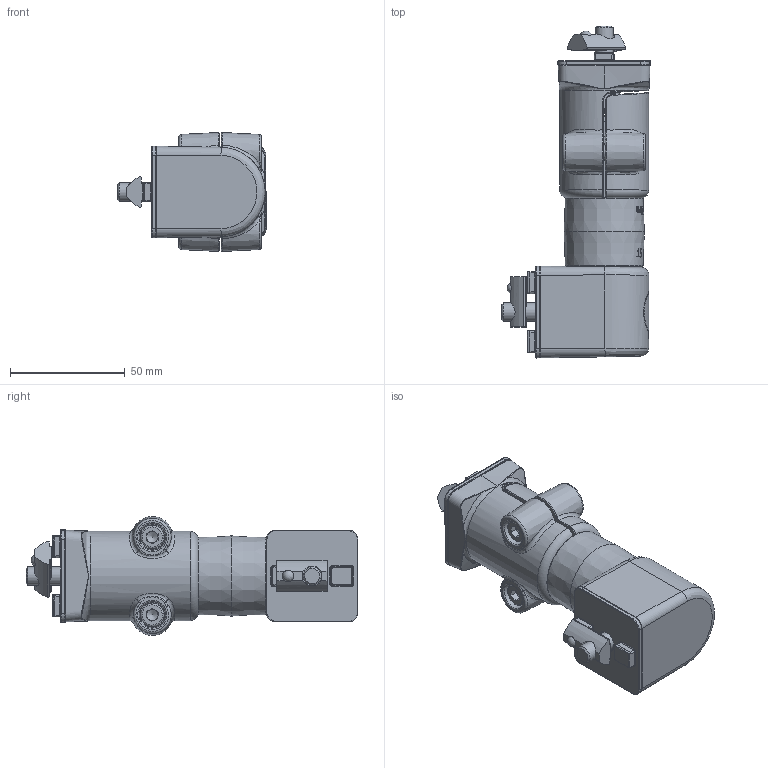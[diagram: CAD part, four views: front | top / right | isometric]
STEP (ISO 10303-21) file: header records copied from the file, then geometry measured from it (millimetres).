
FILE_DESCRIPTION(/* description */ ('KriTec Friktionsgelenk 8 Raster 40 vertikal'),/* implementation_level */ '2;1');
FILE_NAME(/* name */ '13874_KriTec_Friktionsgelenk_8_Raster_40_vertikal.stp',/* time_stamp */ '2020-11-18T15:00:00+01:00',/* author */ ('Nell'),/* organization */ (''),/* preprocessor_version */ 'ST-DEVELOPER v17',/* originating_system */ 'Autodesk Inventor 2018',/* authorisation */ '');
FILE_SCHEMA (('AUTOMOTIVE_DESIGN { 1 0 10303 214 3 1 1 }'));
Products named in the file (27): 13874; 13874_2; 13874_7; 13874_8; 13874_11; 13874_9; 13874_12; 13874_13; 13874_25; 13874_14; 13874_15; 13874_4; 13874_5; 13874_6; 13874_26; 13874_22; 13874_19; 13874_23; 13874_1; 13874_10; 13874_20; 13874_21; 13874_18; 13874_17; 13874_24; 13874_27; 13874_16
Assembly tree (37 placements, depth 4):
  13874
    13874_2
      13874_7
      13874_8
      13874_11
      13874_9
        13874_12
        13874_13
        13874_25
        13874_14
        13874_15  x5
    13874_4
      13874_5
      13874_6
      13874_26  x2
      13874_22  x2
    13874_10
    13874_19
      13874_21
      13874_18
      13874_17
    13874_23
    13874_27
    13874_1
      13874_10
      13874_20
        13874_21
        13874_18
        13874_17
      13874_24
      13874_27
      13874_16
Bounding box: 65 x 144.89 x 51.97 mm (x, y, z)
Volume: 148337 mm3; surface area: 87404.8 mm2
Topology: 31 solids, 31 shells, 3458 faces, 8544 edges, 5039 vertices
Faces by surface type: bspline 1318, cylinder 949, plane 611, cone 288, torus 176, sphere 116
Full cylindrical faces by diameter (mm): 5 x3, 5.05 x2, 6 x5, 6.6 x1, 6.8 x2, 8 x2, 8.4 x2, 9 x2, 10 x4, 13 x4, 13.2 x1, 14 x1, 14.2 x1, 14.4 x1, 14.5 x1, 15 x2, 18 x1, 21.99 x1, 22 x4, 28 x3
Entity records: 152825 total; most frequent: CARTESIAN_POINT 89369, ORIENTED_EDGE 14290, DIRECTION 12094, EDGE_CURVE 7145, AXIS2_PLACEMENT_3D 5114, VERTEX_POINT 4265, EDGE_LOOP 3034, FACE_OUTER_BOUND 2955
